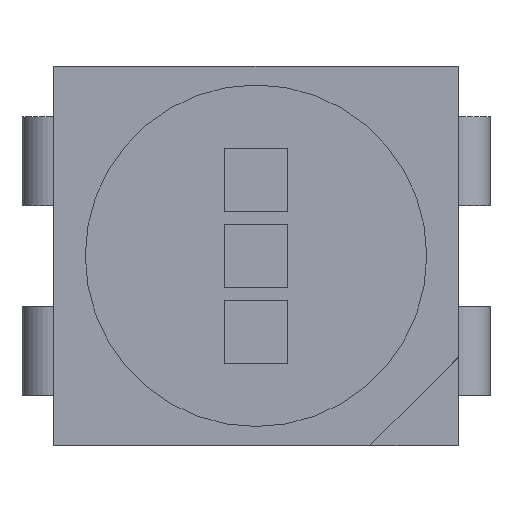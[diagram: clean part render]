
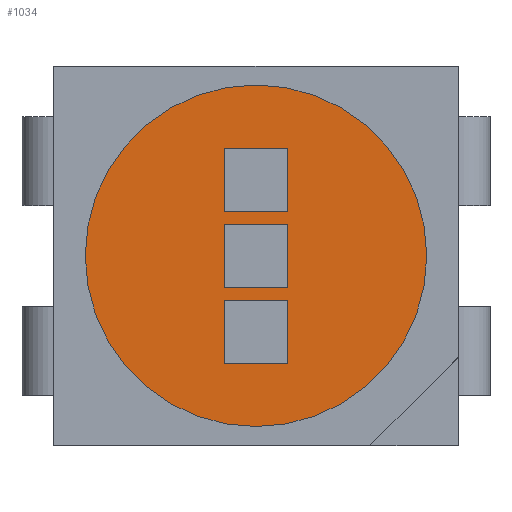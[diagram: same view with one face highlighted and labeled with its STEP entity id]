
A CAD part, top view. The second image highlights one B-rep face of the part: STEP entity #1034.
In plain terms, the highlighted planar face has unit normal (0, 0, 1).
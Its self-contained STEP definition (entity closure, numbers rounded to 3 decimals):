
#548=CARTESIAN_POINT('',(1.35,0.0,2.1));
#549=VERTEX_POINT('',#548);
#565=CARTESIAN_POINT('',(-1.35,0.,2.1));
#566=VERTEX_POINT('',#565);
#573=CARTESIAN_POINT('',(0.0,0.0,2.1));
#574=DIRECTION('',(0.0,0.0,1.0));
#575=DIRECTION('',(1.0,0.0,0.0));
#576=AXIS2_PLACEMENT_3D('',#573,#574,#575);
#577=CIRCLE('',#576,1.35);
#578=EDGE_CURVE('',#549,#566,#577,.T.);
#598=CARTESIAN_POINT('',(-0.25,-0.85,2.1));
#599=VERTEX_POINT('',#598);
#606=CARTESIAN_POINT('',(0.25,-0.85,2.1));
#607=VERTEX_POINT('',#606);
#608=CARTESIAN_POINT('',(0.25,-0.85,2.1));
#609=DIRECTION('',(-1.0,0.0,0.0));
#610=VECTOR('',#609,0.5);
#611=LINE('',#608,#610);
#612=EDGE_CURVE('',#607,#599,#611,.T.);
#637=CARTESIAN_POINT('',(0.25,-0.35,2.1));
#638=VERTEX_POINT('',#637);
#639=CARTESIAN_POINT('',(0.25,-0.35,2.1));
#640=DIRECTION('',(0.0,-1.0,0.0));
#641=VECTOR('',#640,0.5);
#642=LINE('',#639,#641);
#643=EDGE_CURVE('',#638,#607,#642,.T.);
#668=CARTESIAN_POINT('',(-0.25,-0.35,2.1));
#669=VERTEX_POINT('',#668);
#670=CARTESIAN_POINT('',(-0.25,-0.35,2.1));
#671=DIRECTION('',(1.0,0.0,0.0));
#672=VECTOR('',#671,0.5);
#673=LINE('',#670,#672);
#674=EDGE_CURVE('',#669,#638,#673,.T.);
#697=CARTESIAN_POINT('',(-0.25,-0.85,2.1));
#698=DIRECTION('',(0.0,1.0,0.0));
#699=VECTOR('',#698,0.5);
#700=LINE('',#697,#699);
#701=EDGE_CURVE('',#599,#669,#700,.T.);
#722=CARTESIAN_POINT('',(-0.25,-0.25,2.1));
#723=VERTEX_POINT('',#722);
#730=CARTESIAN_POINT('',(0.25,-0.25,2.1));
#731=VERTEX_POINT('',#730);
#732=CARTESIAN_POINT('',(0.25,-0.25,2.1));
#733=DIRECTION('',(-1.0,0.0,0.0));
#734=VECTOR('',#733,0.5);
#735=LINE('',#732,#734);
#736=EDGE_CURVE('',#731,#723,#735,.T.);
#761=CARTESIAN_POINT('',(0.25,0.25,2.1));
#762=VERTEX_POINT('',#761);
#763=CARTESIAN_POINT('',(0.25,0.25,2.1));
#764=DIRECTION('',(0.0,-1.0,0.0));
#765=VECTOR('',#764,0.5);
#766=LINE('',#763,#765);
#767=EDGE_CURVE('',#762,#731,#766,.T.);
#792=CARTESIAN_POINT('',(-0.25,0.25,2.1));
#793=VERTEX_POINT('',#792);
#794=CARTESIAN_POINT('',(-0.25,0.25,2.1));
#795=DIRECTION('',(1.0,0.0,0.0));
#796=VECTOR('',#795,0.5);
#797=LINE('',#794,#796);
#798=EDGE_CURVE('',#793,#762,#797,.T.);
#821=CARTESIAN_POINT('',(-0.25,-0.25,2.1));
#822=DIRECTION('',(0.0,1.0,0.0));
#823=VECTOR('',#822,0.5);
#824=LINE('',#821,#823);
#825=EDGE_CURVE('',#723,#793,#824,.T.);
#846=CARTESIAN_POINT('',(-0.25,0.35,2.1));
#847=VERTEX_POINT('',#846);
#854=CARTESIAN_POINT('',(0.25,0.35,2.1));
#855=VERTEX_POINT('',#854);
#856=CARTESIAN_POINT('',(0.25,0.35,2.1));
#857=DIRECTION('',(-1.0,0.0,0.0));
#858=VECTOR('',#857,0.5);
#859=LINE('',#856,#858);
#860=EDGE_CURVE('',#855,#847,#859,.T.);
#885=CARTESIAN_POINT('',(0.25,0.85,2.1));
#886=VERTEX_POINT('',#885);
#887=CARTESIAN_POINT('',(0.25,0.85,2.1));
#888=DIRECTION('',(0.0,-1.0,0.0));
#889=VECTOR('',#888,0.5);
#890=LINE('',#887,#889);
#891=EDGE_CURVE('',#886,#855,#890,.T.);
#916=CARTESIAN_POINT('',(-0.25,0.85,2.1));
#917=VERTEX_POINT('',#916);
#918=CARTESIAN_POINT('',(-0.25,0.85,2.1));
#919=DIRECTION('',(1.0,0.0,0.0));
#920=VECTOR('',#919,0.5);
#921=LINE('',#918,#920);
#922=EDGE_CURVE('',#917,#886,#921,.T.);
#945=CARTESIAN_POINT('',(-0.25,0.35,2.1));
#946=DIRECTION('',(0.0,1.0,0.0));
#947=VECTOR('',#946,0.5);
#948=LINE('',#945,#947);
#949=EDGE_CURVE('',#847,#917,#948,.T.);
#961=CARTESIAN_POINT('',(0.0,0.0,2.1));
#962=DIRECTION('',(0.0,0.0,1.0));
#963=DIRECTION('',(1.0,0.0,0.0));
#964=AXIS2_PLACEMENT_3D('',#961,#962,#963);
#965=CIRCLE('',#964,1.35);
#966=EDGE_CURVE('',#566,#549,#965,.T.);
#1007=CARTESIAN_POINT('',(0.0,0.0,2.1));
#1008=DIRECTION('',(0.0,0.0,1.0));
#1009=DIRECTION('',(1.0,0.0,0.0));
#1010=AXIS2_PLACEMENT_3D('',#1007,#1008,#1009);
#1011=PLANE('',#1010);
#1012=ORIENTED_EDGE('',*,*,#578,.T.);
#1013=ORIENTED_EDGE('',*,*,#966,.T.);
#1014=EDGE_LOOP('',(#1012,#1013));
#1015=FACE_OUTER_BOUND('',#1014,.T.);
#1016=ORIENTED_EDGE('',*,*,#612,.T.);
#1017=ORIENTED_EDGE('',*,*,#701,.T.);
#1018=ORIENTED_EDGE('',*,*,#674,.T.);
#1019=ORIENTED_EDGE('',*,*,#643,.T.);
#1020=EDGE_LOOP('',(#1016,#1017,#1018,#1019));
#1021=FACE_BOUND('',#1020,.T.);
#1022=ORIENTED_EDGE('',*,*,#736,.T.);
#1023=ORIENTED_EDGE('',*,*,#825,.T.);
#1024=ORIENTED_EDGE('',*,*,#798,.T.);
#1025=ORIENTED_EDGE('',*,*,#767,.T.);
#1026=EDGE_LOOP('',(#1022,#1023,#1024,#1025));
#1027=FACE_BOUND('',#1026,.T.);
#1028=ORIENTED_EDGE('',*,*,#860,.T.);
#1029=ORIENTED_EDGE('',*,*,#949,.T.);
#1030=ORIENTED_EDGE('',*,*,#922,.T.);
#1031=ORIENTED_EDGE('',*,*,#891,.T.);
#1032=EDGE_LOOP('',(#1028,#1029,#1030,#1031));
#1033=FACE_BOUND('',#1032,.T.);
#1034=ADVANCED_FACE('',(#1015,#1021,#1027,#1033),#1011,.T.);
